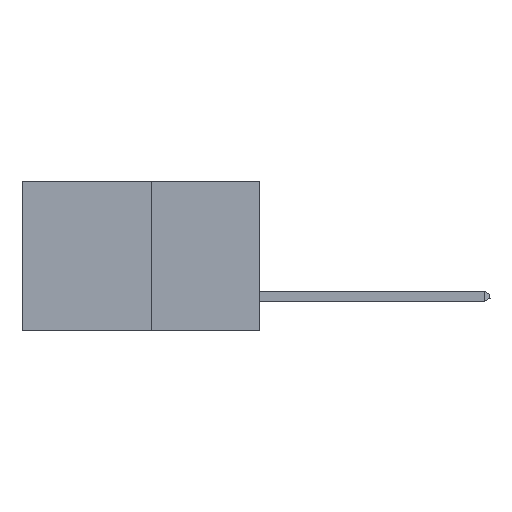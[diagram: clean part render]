
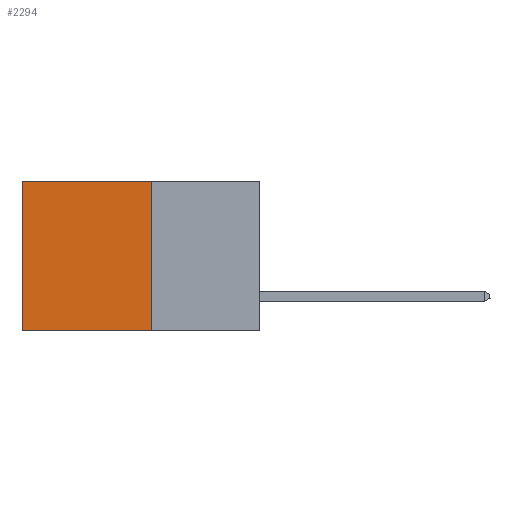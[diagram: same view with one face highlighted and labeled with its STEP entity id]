
A CAD part, left-side view. The second image highlights one B-rep face of the part: STEP entity #2294.
In plain terms, the highlighted planar face has unit normal (-1, 0, 0).
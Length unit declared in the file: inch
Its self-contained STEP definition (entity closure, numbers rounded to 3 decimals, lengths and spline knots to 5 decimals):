
#25 = LINE ( 'NONE', #11221, #9964 ) ;
#138 = VECTOR ( 'NONE', #2998, 39.37008 ) ;
#303 = ORIENTED_EDGE ( 'NONE', *, *, #2457, .F. ) ;
#522 = ORIENTED_EDGE ( 'NONE', *, *, #10440, .T. ) ;
#1141 = VERTEX_POINT ( 'NONE', #5517 ) ;
#1228 = EDGE_LOOP ( 'NONE', ( #12098, #3908, #303, #522 ) ) ;
#1762 = DIRECTION ( 'NONE',  ( 1., 0., 0. ) ) ;
#2162 = CARTESIAN_POINT ( 'NONE',  ( 0.277, 0.27, -0.37 ) ) ;
#2294 = ADVANCED_FACE ( 'NONE', ( #9477 ), #3803, .F. ) ;
#2457 = EDGE_CURVE ( 'NONE', #5311, #5827, #25, .T. ) ;
#2998 = DIRECTION ( 'NONE',  ( 0., 1., 0. ) ) ;
#3511 = AXIS2_PLACEMENT_3D ( 'NONE', #2162, #1762, #4566 ) ;
#3803 = PLANE ( 'NONE',  #3511 ) ;
#3908 = ORIENTED_EDGE ( 'NONE', *, *, #4597, .F. ) ;
#3953 = EDGE_CURVE ( 'NONE', #7827, #1141, #13184, .T. ) ;
#4003 = CARTESIAN_POINT ( 'NONE',  ( 0.277, 0.27, 0. ) ) ;
#4076 = CARTESIAN_POINT ( 'NONE',  ( 0.277, 0.59, 0. ) ) ;
#4566 = DIRECTION ( 'NONE',  ( 0., 0., -1. ) ) ;
#4597 = EDGE_CURVE ( 'NONE', #5827, #1141, #11320, .T. ) ;
#5311 = VERTEX_POINT ( 'NONE', #4003 ) ;
#5336 = DIRECTION ( 'NONE',  ( 0., 0., -1. ) ) ;
#5517 = CARTESIAN_POINT ( 'NONE',  ( 0.277, 0.59, -0.37 ) ) ;
#5827 = VERTEX_POINT ( 'NONE', #6076 ) ;
#6076 = CARTESIAN_POINT ( 'NONE',  ( 0.277, 0.27, -0.37 ) ) ;
#6436 = DIRECTION ( 'NONE',  ( 0., 0., -1. ) ) ;
#6672 = CARTESIAN_POINT ( 'NONE',  ( 0.277, 0.59, -0.37 ) ) ;
#7827 = VERTEX_POINT ( 'NONE', #4076 ) ;
#7967 = LINE ( 'NONE', #10154, #138 ) ;
#9477 = FACE_OUTER_BOUND ( 'NONE', #1228, .T. ) ;
#9863 = DIRECTION ( 'NONE',  ( 0., 1., 0. ) ) ;
#9947 = CARTESIAN_POINT ( 'NONE',  ( 0.277, 0.27, -0.37 ) ) ;
#9964 = VECTOR ( 'NONE', #5336, 39.37008 ) ;
#10154 = CARTESIAN_POINT ( 'NONE',  ( 0.277, 0.27, 0. ) ) ;
#10403 = VECTOR ( 'NONE', #9863, 39.37008 ) ;
#10440 = EDGE_CURVE ( 'NONE', #5311, #7827, #7967, .T. ) ;
#10588 = VECTOR ( 'NONE', #6436, 39.37008 ) ;
#11221 = CARTESIAN_POINT ( 'NONE',  ( 0.277, 0.27, -0.37 ) ) ;
#11320 = LINE ( 'NONE', #9947, #10403 ) ;
#12098 = ORIENTED_EDGE ( 'NONE', *, *, #3953, .T. ) ;
#13184 = LINE ( 'NONE', #6672, #10588 ) ;
